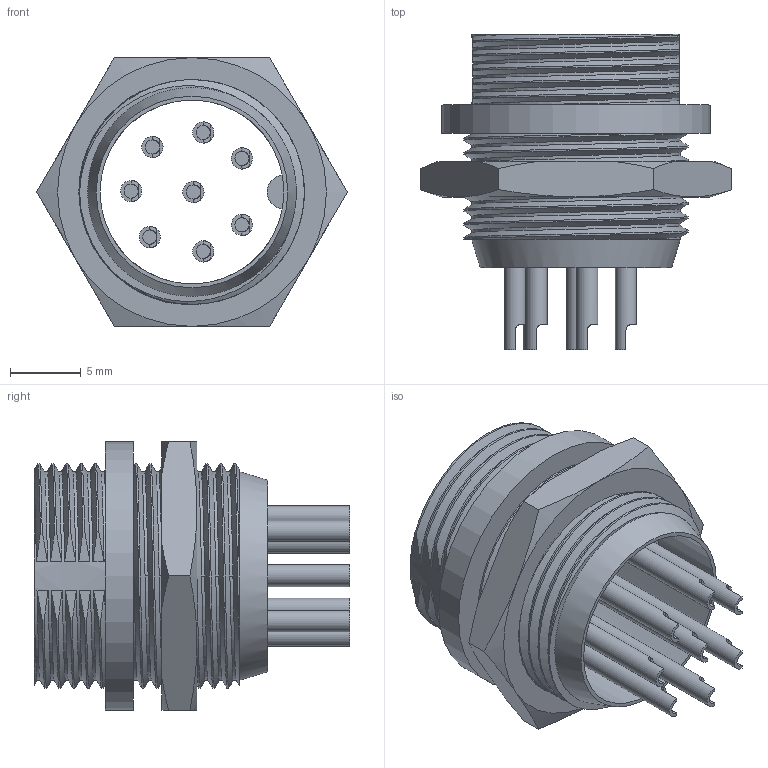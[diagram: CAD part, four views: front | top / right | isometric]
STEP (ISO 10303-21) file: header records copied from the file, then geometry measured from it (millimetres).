
FILE_DESCRIPTION(/* description */ (''),/* implementation_level */ '2;1');
FILE_NAME(/* name */ 'e419f382-ac0d-4a58-bf81-4fb19451887e.stp',/* time_stamp */ '2018-01-21T15:28:33+00:00',/* author */ (''),/* organization */ (''),/* preprocessor_version */ 'ST-DEVELOPER v16.13',/* originating_system */ 'Autodesk Translation Framework v6.5.0.72',/* authorisation */ '');
FILE_SCHEMA (('AUTOMOTIVE_DESIGN { 1 0 10303 214 3 1 1 }'));
Length unit declared in the file: millimetre
Products named in the file (1): GX16-8
Bounding box: 21.94 x 22.3 x 19 mm (x, y, z)
Volume: 1654.9 mm3; surface area: 3534 mm2
Topology: 10 solids, 10 shells, 199 faces, 488 edges, 312 vertices
Faces by surface type: plane 79, cylinder 57, bspline 42, cone 21
Full cylindrical faces by diameter (mm): 1 x8, 1.5 x8, 13 x1, 14.741 x7, 15 x3, 15.884 x7, 16 x2, 19 x1
Entity records: 11256 total; most frequent: CARTESIAN_POINT 7003, ORIENTED_EDGE 976, DIRECTION 696, EDGE_CURVE 488, VERTEX_POINT 312, AXIS2_PLACEMENT_3D 249, EDGE_LOOP 206, FACE_OUTER_BOUND 199
